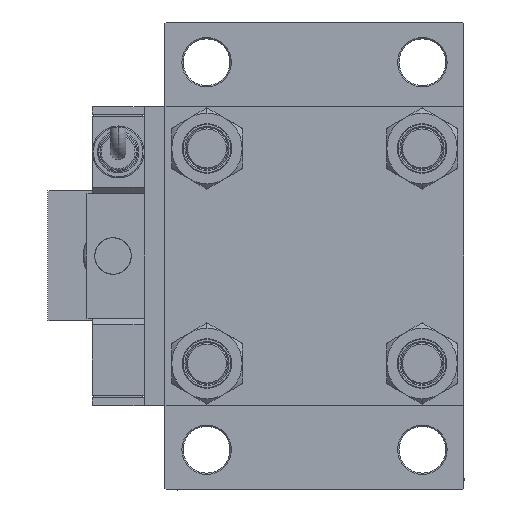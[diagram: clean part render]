
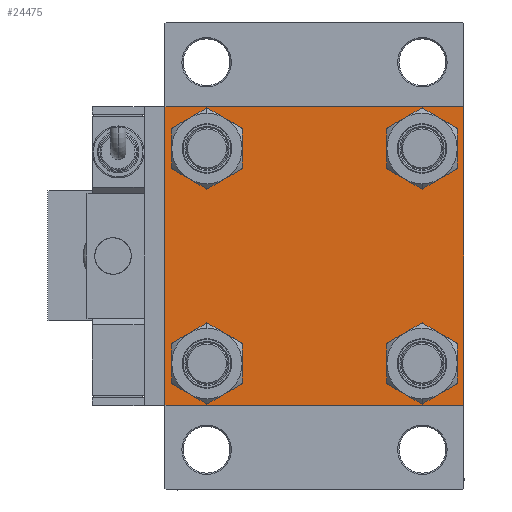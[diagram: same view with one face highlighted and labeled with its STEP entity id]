
A CAD part, left-side view. The second image highlights one B-rep face of the part: STEP entity #24475.
In plain terms, the highlighted planar face has unit normal (-1, 0, 0).
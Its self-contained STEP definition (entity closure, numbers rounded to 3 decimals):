
#8 = DIRECTION ( 'NONE',  ( 0., 0., -1. ) ) ;
#503 = LINE ( 'NONE', #17911, #4861 ) ;
#651 = CARTESIAN_POINT ( 'NONE',  ( 0., 57.5, -57.5 ) ) ;
#661 = ORIENTED_EDGE ( 'NONE', *, *, #30035, .T. ) ;
#1309 = VERTEX_POINT ( 'NONE', #30204 ) ;
#1710 = EDGE_LOOP ( 'NONE', ( #36157, #661 ) ) ;
#1810 = DIRECTION ( 'NONE',  ( 0., 0., 1. ) ) ;
#2959 = CIRCLE ( 'NONE', #45052, 8.5 ) ;
#3811 = EDGE_CURVE ( 'NONE', #1309, #8726, #43502, .T. ) ;
#3845 = DIRECTION ( 'NONE',  ( 0., 0., 1. ) ) ;
#4275 = PLANE ( 'NONE',  #36690 ) ;
#4861 = VECTOR ( 'NONE', #9791, 1000. ) ;
#4880 = DIRECTION ( 'NONE',  ( 0., -1., 0. ) ) ;
#4934 = CIRCLE ( 'NONE', #7652, 8.5 ) ;
#5060 = CARTESIAN_POINT ( 'NONE',  ( 0., -57.5, 57.5 ) ) ;
#5100 = FACE_BOUND ( 'NONE', #7833, .T. ) ;
#5272 = EDGE_CURVE ( 'NONE', #5467, #14210, #29353, .T. ) ;
#5354 = CARTESIAN_POINT ( 'NONE',  ( 0., -41.35, -41.35 ) ) ;
#5467 = VERTEX_POINT ( 'NONE', #39689 ) ;
#5977 = EDGE_CURVE ( 'NONE', #8459, #44429, #4934, .T. ) ;
#6071 = CARTESIAN_POINT ( 'NONE',  ( 0., -57., 57.5 ) ) ;
#6076 = CIRCLE ( 'NONE', #26699, 8.5 ) ;
#6247 = DIRECTION ( 'NONE',  ( 0., 0., 1. ) ) ;
#6402 = CARTESIAN_POINT ( 'NONE',  ( 0., -57.5, -57. ) ) ;
#7652 = AXIS2_PLACEMENT_3D ( 'NONE', #53102, #44970, #6247 ) ;
#7833 = EDGE_LOOP ( 'NONE', ( #31729, #20573 ) ) ;
#7856 = CARTESIAN_POINT ( 'NONE',  ( 0., -57.25, 57.25 ) ) ;
#8459 = VERTEX_POINT ( 'NONE', #45832 ) ;
#8726 = VERTEX_POINT ( 'NONE', #6402 ) ;
#8893 = LINE ( 'NONE', #26252, #19661 ) ;
#9719 = DIRECTION ( 'NONE',  ( 1., 0., 0. ) ) ;
#9791 = DIRECTION ( 'NONE',  ( 0., -0.707, -0.707 ) ) ;
#10223 = ORIENTED_EDGE ( 'NONE', *, *, #49090, .T. ) ;
#11441 = EDGE_LOOP ( 'NONE', ( #10223, #13614 ) ) ;
#11525 = LINE ( 'NONE', #7856, #41449 ) ;
#12307 = CARTESIAN_POINT ( 'NONE',  ( 0., -57., -57.5 ) ) ;
#12373 = ORIENTED_EDGE ( 'NONE', *, *, #34208, .T. ) ;
#12755 = LINE ( 'NONE', #38255, #17414 ) ;
#13130 = CARTESIAN_POINT ( 'NONE',  ( 0., 41.35, 41.35 ) ) ;
#13267 = DIRECTION ( 'NONE',  ( 0., 0., 1. ) ) ;
#13283 = ORIENTED_EDGE ( 'NONE', *, *, #23862, .T. ) ;
#13614 = ORIENTED_EDGE ( 'NONE', *, *, #53915, .T. ) ;
#13780 = ORIENTED_EDGE ( 'NONE', *, *, #50493, .T. ) ;
#13803 = DIRECTION ( 'NONE',  ( -1., 0., 0. ) ) ;
#13827 = CIRCLE ( 'NONE', #16517, 8.5 ) ;
#14210 = VERTEX_POINT ( 'NONE', #49009 ) ;
#14798 = VECTOR ( 'NONE', #16755, 1000. ) ;
#14985 = DIRECTION ( 'NONE',  ( 1., 0., 0. ) ) ;
#15013 = VERTEX_POINT ( 'NONE', #33064 ) ;
#15698 = CARTESIAN_POINT ( 'NONE',  ( 0., 41.35, -49.85 ) ) ;
#16517 = AXIS2_PLACEMENT_3D ( 'NONE', #54169, #31723, #41540 ) ;
#16755 = DIRECTION ( 'NONE',  ( 0., 0., -1. ) ) ;
#16787 = ORIENTED_EDGE ( 'NONE', *, *, #52422, .T. ) ;
#16914 = VECTOR ( 'NONE', #24566, 1000. ) ;
#17414 = VECTOR ( 'NONE', #29279, 1000. ) ;
#17425 = CARTESIAN_POINT ( 'NONE',  ( 0., -41.35, -49.85 ) ) ;
#17472 = EDGE_CURVE ( 'NONE', #48967, #15013, #6076, .T. ) ;
#17733 = FACE_BOUND ( 'NONE', #11441, .T. ) ;
#17911 = CARTESIAN_POINT ( 'NONE',  ( 0., 57.25, -57.25 ) ) ;
#18907 = CARTESIAN_POINT ( 'NONE',  ( 0., -41.35, 41.35 ) ) ;
#18975 = CARTESIAN_POINT ( 'NONE',  ( 0., 57., 57.5 ) ) ;
#18981 = CIRCLE ( 'NONE', #49460, 8.5 ) ;
#19147 = EDGE_CURVE ( 'NONE', #26028, #23250, #36903, .T. ) ;
#19661 = VECTOR ( 'NONE', #22616, 1000. ) ;
#20361 = ORIENTED_EDGE ( 'NONE', *, *, #19147, .F. ) ;
#20573 = ORIENTED_EDGE ( 'NONE', *, *, #25231, .T. ) ;
#21420 = ORIENTED_EDGE ( 'NONE', *, *, #3811, .F. ) ;
#22616 = DIRECTION ( 'NONE',  ( 0., -0.707, 0.707 ) ) ;
#22749 = DIRECTION ( 'NONE',  ( 1., 0., 0. ) ) ;
#23160 = CARTESIAN_POINT ( 'NONE',  ( 0., -41.35, 41.35 ) ) ;
#23250 = VERTEX_POINT ( 'NONE', #6071 ) ;
#23326 = VERTEX_POINT ( 'NONE', #54028 ) ;
#23862 = EDGE_CURVE ( 'NONE', #39657, #8726, #8893, .T. ) ;
#24120 = DIRECTION ( 'NONE',  ( 1., 0., 0. ) ) ;
#24475 = ADVANCED_FACE ( 'NONE', ( #5100, #17733, #35093, #38217, #34267 ), #4275, .T. ) ;
#24566 = DIRECTION ( 'NONE',  ( 0., -1., 0. ) ) ;
#25227 = DIRECTION ( 'NONE',  ( 0., 0.707, 0.707 ) ) ;
#25231 = EDGE_CURVE ( 'NONE', #15013, #48967, #33178, .T. ) ;
#26028 = VERTEX_POINT ( 'NONE', #18975 ) ;
#26252 = CARTESIAN_POINT ( 'NONE',  ( 0., -57.25, -57.25 ) ) ;
#26564 = EDGE_LOOP ( 'NONE', ( #38284, #16787 ) ) ;
#26699 = AXIS2_PLACEMENT_3D ( 'NONE', #23160, #9719, #1810 ) ;
#26756 = VERTEX_POINT ( 'NONE', #28109 ) ;
#27110 = CIRCLE ( 'NONE', #46847, 8.5 ) ;
#28109 = CARTESIAN_POINT ( 'NONE',  ( 0., -41.35, -32.85 ) ) ;
#28138 = VECTOR ( 'NONE', #4880, 1000. ) ;
#29279 = DIRECTION ( 'NONE',  ( 0., 0.707, -0.707 ) ) ;
#29353 = LINE ( 'NONE', #46481, #14798 ) ;
#30035 = EDGE_CURVE ( 'NONE', #49407, #38375, #27110, .T. ) ;
#30204 = CARTESIAN_POINT ( 'NONE',  ( 0., -57.5, 57. ) ) ;
#30340 = CARTESIAN_POINT ( 'NONE',  ( 0., 0., 0. ) ) ;
#30866 = DIRECTION ( 'NONE',  ( 0., 0., 1. ) ) ;
#31723 = DIRECTION ( 'NONE',  ( 1., 0., 0. ) ) ;
#31729 = ORIENTED_EDGE ( 'NONE', *, *, #17472, .T. ) ;
#32761 = EDGE_CURVE ( 'NONE', #26028, #5467, #12755, .T. ) ;
#33064 = CARTESIAN_POINT ( 'NONE',  ( 0., -41.35, 32.85 ) ) ;
#33178 = CIRCLE ( 'NONE', #45738, 8.5 ) ;
#33522 = VECTOR ( 'NONE', #8, 1000. ) ;
#33957 = ORIENTED_EDGE ( 'NONE', *, *, #53356, .T. ) ;
#34208 = EDGE_CURVE ( 'NONE', #14210, #23326, #503, .T. ) ;
#34267 = FACE_OUTER_BOUND ( 'NONE', #46878, .T. ) ;
#34802 = CARTESIAN_POINT ( 'NONE',  ( 0., -41.35, 49.85 ) ) ;
#35093 = FACE_BOUND ( 'NONE', #26564, .T. ) ;
#35257 = CIRCLE ( 'NONE', #52302, 8.5 ) ;
#36157 = ORIENTED_EDGE ( 'NONE', *, *, #50270, .T. ) ;
#36172 = DIRECTION ( 'NONE',  ( 0., 0., 1. ) ) ;
#36690 = AXIS2_PLACEMENT_3D ( 'NONE', #30340, #13803, #13267 ) ;
#36903 = LINE ( 'NONE', #38022, #16914 ) ;
#38022 = CARTESIAN_POINT ( 'NONE',  ( 0., 57.5, 57.5 ) ) ;
#38217 = FACE_BOUND ( 'NONE', #1710, .T. ) ;
#38255 = CARTESIAN_POINT ( 'NONE',  ( 0., 57.25, 57.25 ) ) ;
#38284 = ORIENTED_EDGE ( 'NONE', *, *, #5977, .T. ) ;
#38358 = DIRECTION ( 'NONE',  ( 0., 0., 1. ) ) ;
#38375 = VERTEX_POINT ( 'NONE', #38946 ) ;
#38946 = CARTESIAN_POINT ( 'NONE',  ( 0., 41.35, 49.85 ) ) ;
#39657 = VERTEX_POINT ( 'NONE', #12307 ) ;
#39689 = CARTESIAN_POINT ( 'NONE',  ( 0., 57.5, 57. ) ) ;
#41449 = VECTOR ( 'NONE', #25227, 1000. ) ;
#41540 = DIRECTION ( 'NONE',  ( 0., 0., 1. ) ) ;
#41904 = VERTEX_POINT ( 'NONE', #17425 ) ;
#42856 = CARTESIAN_POINT ( 'NONE',  ( 0., 41.35, -41.35 ) ) ;
#43502 = LINE ( 'NONE', #5060, #33522 ) ;
#44429 = VERTEX_POINT ( 'NONE', #15698 ) ;
#44970 = DIRECTION ( 'NONE',  ( 1., 0., 0. ) ) ;
#45052 = AXIS2_PLACEMENT_3D ( 'NONE', #49370, #24120, #36172 ) ;
#45567 = ORIENTED_EDGE ( 'NONE', *, *, #32761, .T. ) ;
#45738 = AXIS2_PLACEMENT_3D ( 'NONE', #18907, #14985, #49193 ) ;
#45832 = CARTESIAN_POINT ( 'NONE',  ( 0., 41.35, -32.85 ) ) ;
#46481 = CARTESIAN_POINT ( 'NONE',  ( 0., 57.5, 57.5 ) ) ;
#46847 = AXIS2_PLACEMENT_3D ( 'NONE', #13130, #47064, #38358 ) ;
#46878 = EDGE_LOOP ( 'NONE', ( #50173, #12373, #33957, #13283, #21420, #13780, #20361, #45567 ) ) ;
#47064 = DIRECTION ( 'NONE',  ( 1., 0., 0. ) ) ;
#48967 = VERTEX_POINT ( 'NONE', #34802 ) ;
#49009 = CARTESIAN_POINT ( 'NONE',  ( 0., 57.5, -57. ) ) ;
#49090 = EDGE_CURVE ( 'NONE', #26756, #41904, #18981, .T. ) ;
#49193 = DIRECTION ( 'NONE',  ( 0., 0., 1. ) ) ;
#49370 = CARTESIAN_POINT ( 'NONE',  ( 0., 41.35, 41.35 ) ) ;
#49407 = VERTEX_POINT ( 'NONE', #52960 ) ;
#49460 = AXIS2_PLACEMENT_3D ( 'NONE', #5354, #22749, #30866 ) ;
#50173 = ORIENTED_EDGE ( 'NONE', *, *, #5272, .T. ) ;
#50270 = EDGE_CURVE ( 'NONE', #38375, #49407, #2959, .T. ) ;
#50493 = EDGE_CURVE ( 'NONE', #1309, #23250, #11525, .T. ) ;
#52015 = LINE ( 'NONE', #651, #28138 ) ;
#52302 = AXIS2_PLACEMENT_3D ( 'NONE', #42856, #55483, #3845 ) ;
#52422 = EDGE_CURVE ( 'NONE', #44429, #8459, #35257, .T. ) ;
#52960 = CARTESIAN_POINT ( 'NONE',  ( 0., 41.35, 32.85 ) ) ;
#53102 = CARTESIAN_POINT ( 'NONE',  ( 0., 41.35, -41.35 ) ) ;
#53356 = EDGE_CURVE ( 'NONE', #23326, #39657, #52015, .T. ) ;
#53915 = EDGE_CURVE ( 'NONE', #41904, #26756, #13827, .T. ) ;
#54028 = CARTESIAN_POINT ( 'NONE',  ( 0., 57., -57.5 ) ) ;
#54169 = CARTESIAN_POINT ( 'NONE',  ( 0., -41.35, -41.35 ) ) ;
#55483 = DIRECTION ( 'NONE',  ( 1., 0., 0. ) ) ;
